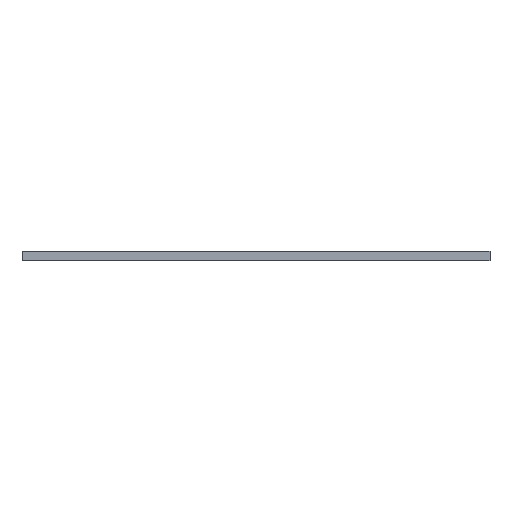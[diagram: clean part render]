
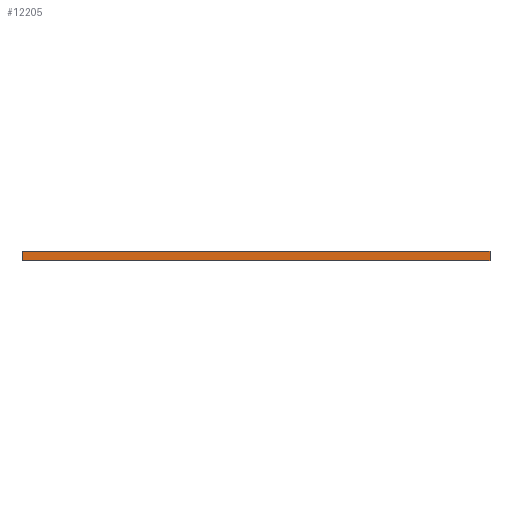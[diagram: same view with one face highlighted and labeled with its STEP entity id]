
A CAD part, front view. The second image highlights one B-rep face of the part: STEP entity #12205.
In plain terms, the highlighted planar face has unit normal (0, -1, 0).
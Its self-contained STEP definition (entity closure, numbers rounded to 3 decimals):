
#606=FACE_OUTER_BOUND('',#1187,.T.);
#1187=EDGE_LOOP('',(#9861,#9862,#9863,#9864));
#2924=LINE('',#19139,#4659);
#2925=LINE('',#19142,#4660);
#2926=LINE('',#19144,#4661);
#2927=LINE('',#19145,#4662);
#4659=VECTOR('',#15667,10.);
#4660=VECTOR('',#15670,10.);
#4661=VECTOR('',#15671,10.);
#4662=VECTOR('',#15672,10.);
#5826=VERTEX_POINT('',#19135);
#5827=VERTEX_POINT('',#19137);
#5828=VERTEX_POINT('',#19141);
#5829=VERTEX_POINT('',#19143);
#7554=EDGE_CURVE('',#5826,#5827,#2924,.T.);
#7555=EDGE_CURVE('',#5826,#5828,#2925,.T.);
#7556=EDGE_CURVE('',#5829,#5827,#2926,.T.);
#7557=EDGE_CURVE('',#5828,#5829,#2927,.T.);
#9861=ORIENTED_EDGE('',*,*,#7555,.F.);
#9862=ORIENTED_EDGE('',*,*,#7554,.T.);
#9863=ORIENTED_EDGE('',*,*,#7556,.F.);
#9864=ORIENTED_EDGE('',*,*,#7557,.F.);
#11624=PLANE('',#12802);
#12205=ADVANCED_FACE('',(#606),#11624,.T.);
#12802=AXIS2_PLACEMENT_3D('',#19140,#15668,#15669);
#15667=DIRECTION('',(0.,0.,1.));
#15668=DIRECTION('center_axis',(0.,-1.,0.));
#15669=DIRECTION('ref_axis',(1.,0.,0.));
#15670=DIRECTION('',(-1.,0.,0.));
#15671=DIRECTION('',(1.,0.,0.));
#15672=DIRECTION('',(0.,0.,1.));
#19135=CARTESIAN_POINT('',(75.,-80.,0.));
#19137=CARTESIAN_POINT('',(75.,-80.,3.));
#19139=CARTESIAN_POINT('',(75.,-80.,0.));
#19140=CARTESIAN_POINT('Origin',(-75.,-80.,0.));
#19141=CARTESIAN_POINT('',(-75.,-80.,0.));
#19142=CARTESIAN_POINT('',(75.,-80.,0.));
#19143=CARTESIAN_POINT('',(-75.,-80.,3.));
#19144=CARTESIAN_POINT('',(75.,-80.,3.));
#19145=CARTESIAN_POINT('',(-75.,-80.,0.));
